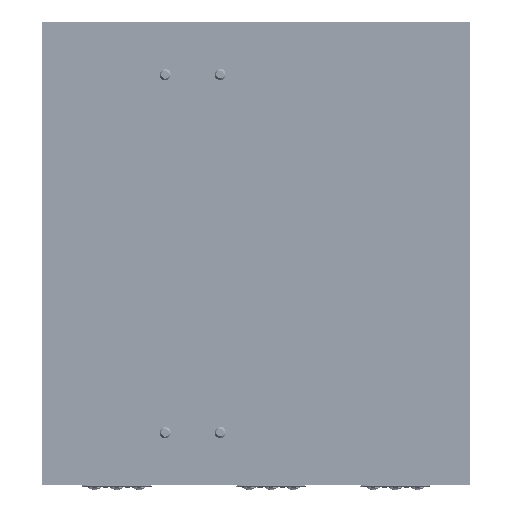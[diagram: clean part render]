
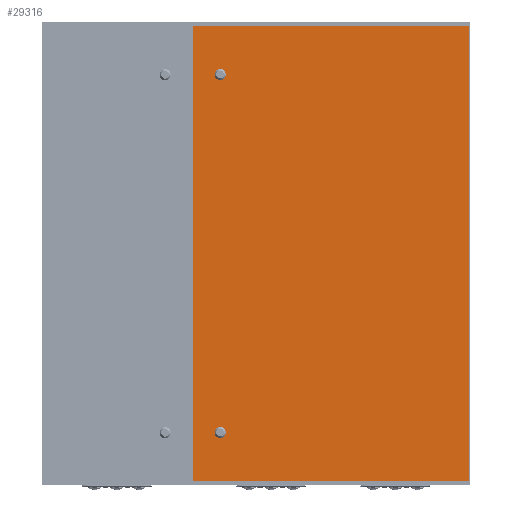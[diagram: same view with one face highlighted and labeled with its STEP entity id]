
A CAD part, top view. The second image highlights one B-rep face of the part: STEP entity #29316.
In plain terms, the highlighted planar face has unit normal (0, 0, 1).
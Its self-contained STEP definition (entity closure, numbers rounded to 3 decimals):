
#2479 = VERTEX_POINT ( 'NONE', #35243 ) ;
#2567 = EDGE_LOOP ( 'NONE', ( #57170, #62061 ) ) ;
#2968 = VERTEX_POINT ( 'NONE', #12027 ) ;
#3824 = CARTESIAN_POINT ( 'NONE',  ( -239.5, 367.5, 0. ) ) ;
#3838 = CARTESIAN_POINT ( 'NONE',  ( 0., 0., 0. ) ) ;
#4410 = EDGE_CURVE ( 'NONE', #50542, #10184, #23477, .T. ) ;
#7313 = VERTEX_POINT ( 'NONE', #3824 ) ;
#7930 = VECTOR ( 'NONE', #30043, 1000. ) ;
#8378 = DIRECTION ( 'NONE',  ( 1., 0., 0. ) ) ;
#9875 = AXIS2_PLACEMENT_3D ( 'NONE', #54586, #44807, #25458 ) ;
#10184 = VERTEX_POINT ( 'NONE', #48053 ) ;
#10550 = AXIS2_PLACEMENT_3D ( 'NONE', #19805, #53742, #34455 ) ;
#10735 = CARTESIAN_POINT ( 'NONE',  ( -228., -367.5, 0. ) ) ;
#11198 = CARTESIAN_POINT ( 'NONE',  ( -216.5, 367.5, 0. ) ) ;
#12027 = CARTESIAN_POINT ( 'NONE',  ( -216.5, -367.5, 0. ) ) ;
#12272 = FACE_OUTER_BOUND ( 'NONE', #40006, .T. ) ;
#13173 = CARTESIAN_POINT ( 'NONE',  ( -283., -467.5, 0. ) ) ;
#13654 = VECTOR ( 'NONE', #8378, 1000. ) ;
#13694 = PLANE ( 'NONE',  #54388 ) ;
#13943 = DIRECTION ( 'NONE',  ( 0., 0., 1. ) ) ;
#14237 = ORIENTED_EDGE ( 'NONE', *, *, #4410, .T. ) ;
#14457 = ORIENTED_EDGE ( 'NONE', *, *, #26712, .T. ) ;
#16466 = AXIS2_PLACEMENT_3D ( 'NONE', #10735, #36667, #22516 ) ;
#16540 = CIRCLE ( 'NONE', #10550, 11.5 ) ;
#16596 = CARTESIAN_POINT ( 'NONE',  ( 283., -467.5, 0. ) ) ;
#18290 = AXIS2_PLACEMENT_3D ( 'NONE', #58945, #13943, #33574 ) ;
#18335 = CIRCLE ( 'NONE', #9875, 11.5 ) ;
#19805 = CARTESIAN_POINT ( 'NONE',  ( -228., -367.5, 0. ) ) ;
#22331 = EDGE_LOOP ( 'NONE', ( #26369, #14457 ) ) ;
#22516 = DIRECTION ( 'NONE',  ( 1., 0., 0. ) ) ;
#23471 = EDGE_CURVE ( 'NONE', #10184, #51588, #28456, .T. ) ;
#23477 = LINE ( 'NONE', #39717, #60021 ) ;
#23588 = LINE ( 'NONE', #59803, #7930 ) ;
#25458 = DIRECTION ( 'NONE',  ( 1., 0., 0. ) ) ;
#26369 = ORIENTED_EDGE ( 'NONE', *, *, #37454, .T. ) ;
#26712 = EDGE_CURVE ( 'NONE', #37233, #2968, #16540, .T. ) ;
#28456 = LINE ( 'NONE', #13173, #13654 ) ;
#29183 = EDGE_CURVE ( 'NONE', #51588, #2479, #58191, .T. ) ;
#29268 = CARTESIAN_POINT ( 'NONE',  ( -283., 467.5, 0. ) ) ;
#29316 = ADVANCED_FACE ( 'NONE', ( #38020, #62855, #12272 ), #13694, .T. ) ;
#30043 = DIRECTION ( 'NONE',  ( -1., 0., 0. ) ) ;
#30236 = VECTOR ( 'NONE', #58042, 1000. ) ;
#30267 = DIRECTION ( 'NONE',  ( 0., 0., 1. ) ) ;
#33574 = DIRECTION ( 'NONE',  ( 1., 0., 0. ) ) ;
#34455 = DIRECTION ( 'NONE',  ( 1., 0., 0. ) ) ;
#34856 = ORIENTED_EDGE ( 'NONE', *, *, #63186, .T. ) ;
#35243 = CARTESIAN_POINT ( 'NONE',  ( 283., 467.5, 0. ) ) ;
#36667 = DIRECTION ( 'NONE',  ( 0., 0., -1. ) ) ;
#37233 = VERTEX_POINT ( 'NONE', #58367 ) ;
#37454 = EDGE_CURVE ( 'NONE', #2968, #37233, #55846, .T. ) ;
#38020 = FACE_BOUND ( 'NONE', #22331, .T. ) ;
#38613 = EDGE_CURVE ( 'NONE', #54475, #7313, #18335, .T. ) ;
#39474 = CIRCLE ( 'NONE', #18290, 11.5 ) ;
#39717 = CARTESIAN_POINT ( 'NONE',  ( -283., 467.5, 0. ) ) ;
#40006 = EDGE_LOOP ( 'NONE', ( #14237, #59699, #45318, #34856 ) ) ;
#44807 = DIRECTION ( 'NONE',  ( 0., 0., 1. ) ) ;
#45318 = ORIENTED_EDGE ( 'NONE', *, *, #29183, .T. ) ;
#48053 = CARTESIAN_POINT ( 'NONE',  ( -283., -467.5, 0. ) ) ;
#48478 = DIRECTION ( 'NONE',  ( 1., 0., 0. ) ) ;
#50542 = VERTEX_POINT ( 'NONE', #29268 ) ;
#51588 = VERTEX_POINT ( 'NONE', #16596 ) ;
#52629 = CARTESIAN_POINT ( 'NONE',  ( 283., 467.5, 0. ) ) ;
#53742 = DIRECTION ( 'NONE',  ( 0., 0., -1. ) ) ;
#54388 = AXIS2_PLACEMENT_3D ( 'NONE', #3838, #30267, #48478 ) ;
#54475 = VERTEX_POINT ( 'NONE', #11198 ) ;
#54586 = CARTESIAN_POINT ( 'NONE',  ( -228., 367.5, 0. ) ) ;
#55846 = CIRCLE ( 'NONE', #16466, 11.5 ) ;
#57170 = ORIENTED_EDGE ( 'NONE', *, *, #38613, .F. ) ;
#57533 = EDGE_CURVE ( 'NONE', #7313, #54475, #39474, .T. ) ;
#58042 = DIRECTION ( 'NONE',  ( 0., 1., 0. ) ) ;
#58191 = LINE ( 'NONE', #52629, #30236 ) ;
#58367 = CARTESIAN_POINT ( 'NONE',  ( -239.5, -367.5, 0. ) ) ;
#58842 = DIRECTION ( 'NONE',  ( 0., -1., 0. ) ) ;
#58945 = CARTESIAN_POINT ( 'NONE',  ( -228., 367.5, 0. ) ) ;
#59699 = ORIENTED_EDGE ( 'NONE', *, *, #23471, .T. ) ;
#59803 = CARTESIAN_POINT ( 'NONE',  ( -283., 467.5, 0. ) ) ;
#60021 = VECTOR ( 'NONE', #58842, 1000. ) ;
#62061 = ORIENTED_EDGE ( 'NONE', *, *, #57533, .F. ) ;
#62855 = FACE_BOUND ( 'NONE', #2567, .T. ) ;
#63186 = EDGE_CURVE ( 'NONE', #2479, #50542, #23588, .T. ) ;
